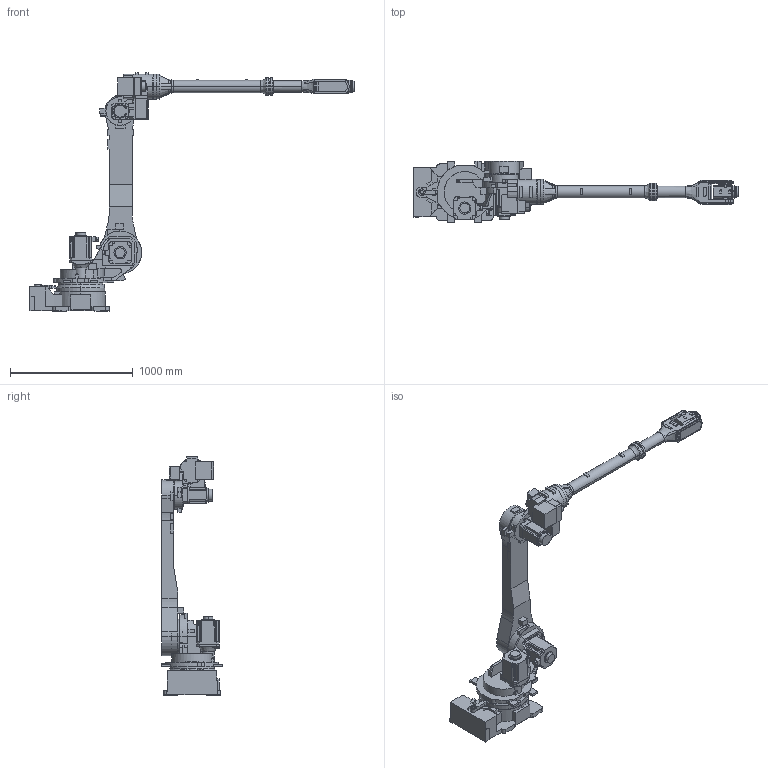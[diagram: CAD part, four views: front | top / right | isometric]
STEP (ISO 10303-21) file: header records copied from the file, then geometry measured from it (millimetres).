
FILE_DESCRIPTION (( 'STEP AP214' ), '1' );
FILE_NAME ('HH020L(駍).STEP', '2018-06-14T04:33:00', ( 'Windows 餌辨濠' ), ( 'HRDG' ), 'SwSTEP 2.0', 'SolidWorks 2017', '' );
FILE_SCHEMA (( 'AUTOMOTIVE_DESIGN' ));
Length unit declared in the file: millimetre
Products named in the file (34): HH020L_A2 Assy; HH020L_H REDUCER; HH020L_Upper Frame; HH020L_Lower Frame; HH020L_Base_assy; HH020L_WRIST ASSY; HH020L_S REDUCER; HH020L_R2 REDUCER ASSY; HH020L_Stopper; HH020L_R2 REDUCER CASE; HH020L_Base Body; HH020L_R2 OUTPUT; HH020L ADD PIPE; HH020L(駍); HH020L_HH020_W1-114_REDUCER CASE(B); HH020L_HH020_W1-113_HOUSING; HH020L_HH020_WRIST COVER ASSY; HH020L_HH020_W1-104_GASKET; HH020L_HH020_W1-003_WRIST COVER; HH020L_B OUTPUT; HH020L_HH020_W1-001_ARM PIPE; HH020L_BEARING HOUSING(R1); HH020L_ARM FRAME ASSY; HH020L_MOTOR BASE(R1); HH020L_ARM FRAME COVER; HH020L_WRIST BODY; HH020L_V REDUCER; HH020L_S1 ASSY; HH020L_V MOTOR ASSY; HH020L_S MOTOR ASSY; HH020L_V MOTOR; HH020L_H MOTOR ASSY; HH020L_ARM FRAME; HH020L_S H MOTOR
Assembly tree (35 placements, depth 5):
  HH020L(駍)
    HH020L_Base_assy
      HH020L_Base Body
      HH020L_Stopper
      HH020L_S REDUCER
    HH020L_A2 Assy
      HH020L_Upper Frame
    HH020L_ARM FRAME ASSY
      HH020L_ARM FRAME
      HH020L_V MOTOR ASSY
        HH020L_V MOTOR
      HH020L_V REDUCER
      HH020L_ARM FRAME COVER
    HH020L_WRIST ASSY
      HH020L_R2 OUTPUT
        HH020L_HH020_W1-001_ARM PIPE
        HH020L_HH020_WRIST COVER ASSY  x2
          HH020L_HH020_W1-003_WRIST COVER
          HH020L_HH020_W1-104_GASKET
        HH020L_HH020_W1-113_HOUSING
        HH020L_HH020_W1-114_REDUCER CASE(B)
        HH020L ADD PIPE
      HH020L_R2 REDUCER ASSY
        HH020L_R2 REDUCER CASE
    HH020L_S1 ASSY
      HH020L_Lower Frame
      HH020L_H REDUCER
      HH020L_H MOTOR ASSY
        HH020L_S H MOTOR
      HH020L_S MOTOR ASSY
        HH020L_S H MOTOR
    HH020L_B OUTPUT
      HH020L_WRIST BODY
      HH020L_MOTOR BASE(R1)
      HH020L_BEARING HOUSING(R1)
Bounding box: 2640 x 501 x 1944 mm (x, y, z)
Volume: 153952759 mm3; surface area: 6660347.4 mm2
Topology: 24 solids, 26 shells, 1548 faces, 4116 edges, 2719 vertices
Faces by surface type: plane 848, cylinder 594, cone 58, bspline 48
Entity records: 48388 total; most frequent: CARTESIAN_POINT 12122, DIRECTION 7449, ORIENTED_EDGE 7356, EDGE_CURVE 3678, AXIS2_PLACEMENT_3D 2604, VERTEX_POINT 2427, VECTOR 2241, LINE 2241
